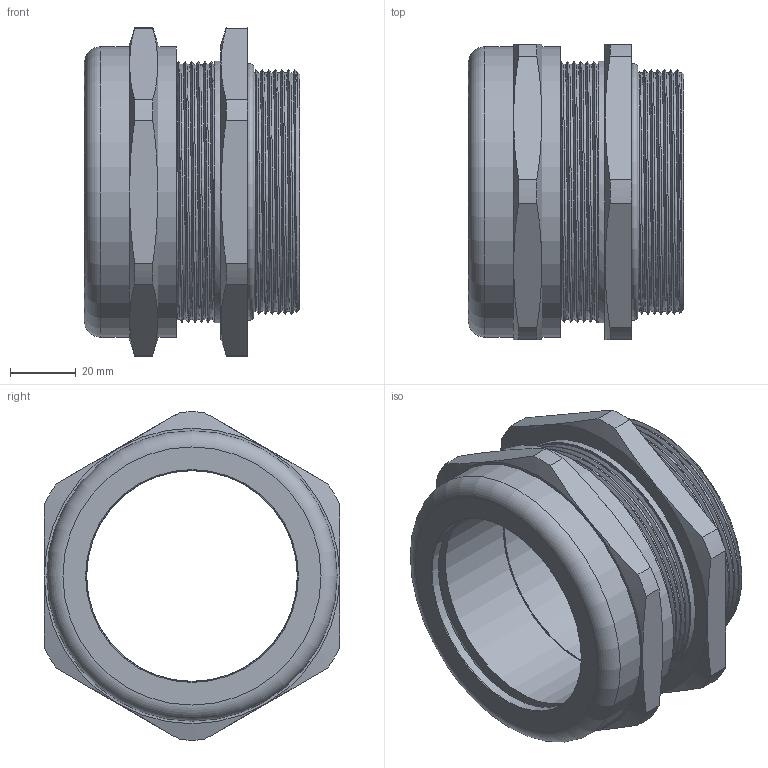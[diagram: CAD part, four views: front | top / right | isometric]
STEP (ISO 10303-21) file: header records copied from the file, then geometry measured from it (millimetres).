
FILE_DESCRIPTION(/* description */ ('Euro-Tight M 75x2,0, KB:56-64,0 mm'),/* implementation_level */ '2;1');
FILE_NAME(/* name */ '63080575P200-RST.stp',/* time_stamp */ '2022-12-07T13:28:02+01:00',/* author */ ('sl'),/* organization */ (''),/* preprocessor_version */ 'ST-DEVELOPER v16.5',/* originating_system */ 'Autodesk Inventor 2017',/* authorisation */ '');
FILE_SCHEMA (('AUTOMOTIVE_DESIGN { 1 0 10303 214 3 1 1 }'));
Length unit declared in the file: millimetre
Products named in the file (5): 63080575P200; Euro-Tight-02-BT-0001-63080575P200; 63080575P200_1; 63080575P200_2; 63080575P200_3
Assembly tree (4 placements, depth 2):
  63080575P200
    Euro-Tight-02-BT-0001-63080575P200
    63080575P200_1
    63080575P200_2
    63080575P200_3
Bounding box: 65.53 x 90 x 99.97 mm (x, y, z)
Volume: 98772.8 mm3; surface area: 70542.5 mm2
Topology: 3 solids, 4 shells, 519 faces, 1498 edges, 990 vertices
Faces by surface type: plane 350, cone 102, cylinder 55, bspline 8, torus 4
Full cylindrical faces by diameter (mm): 64.14 x1, 64.42 x1, 64.96 x1, 71.6 x1, 71.74 x1, 73 x1, 76.5 x1, 77.7 x1, 77.77 x9, 77.86 x10, 79.77 x9, 88.44 x2
Entity records: 21584 total; most frequent: CARTESIAN_POINT 7903, DIRECTION 3270, ORIENTED_EDGE 2776, AXIS2_PLACEMENT_3D 1457, EDGE_CURVE 1388, VERTEX_POINT 926, CIRCLE 644, EDGE_LOOP 522
